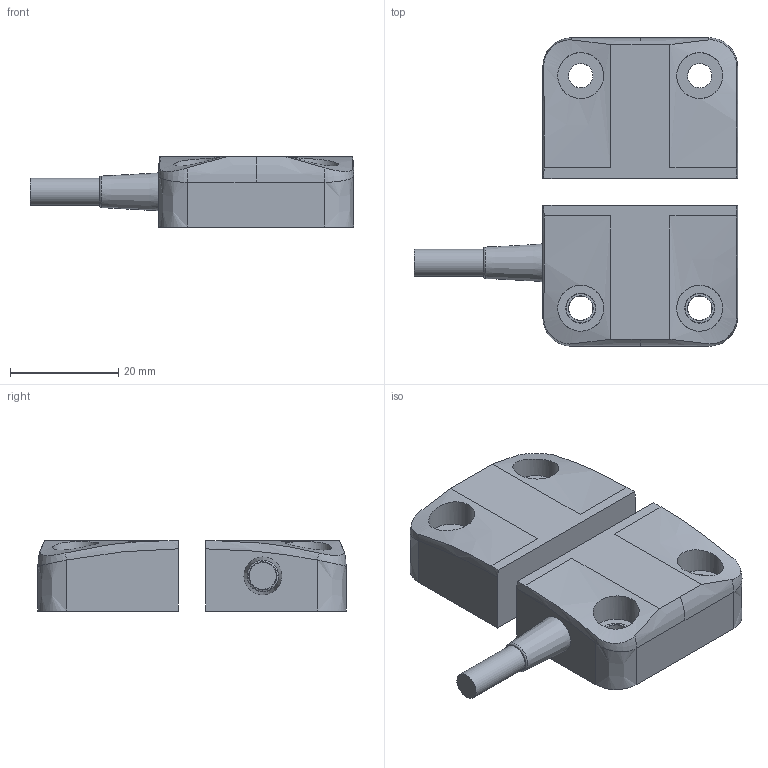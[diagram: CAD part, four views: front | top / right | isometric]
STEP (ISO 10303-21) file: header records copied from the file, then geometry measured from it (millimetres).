
FILE_DESCRIPTION(/* description */ ('Snsore Pilz'),/* implementation_level */ '2;1');
FILE_NAME(/* name */ 'IM50-2220.stp',/* time_stamp */ '2022-06-23T12:34:08+02:00',/* author */ ('stefan.nesic'),/* organization */ (''),/* preprocessor_version */ 'ST-DEVELOPER v18.1',/* originating_system */ 'Autodesk Inventor 2021',/* authorisation */ '');
FILE_SCHEMA (('AUTOMOTIVE_DESIGN { 1 0 10303 214 3 1 1 }'));
Length unit declared in the file: millimetre
Products named in the file (3): 502220; CORPO502220      -01; CORPO502220      -02
Assembly tree (2 placements, depth 2):
  502220
    CORPO502220      -01
    CORPO502220      -02
Bounding box: 59.75 x 57 x 13.05 mm (x, y, z)
Volume: 22094.4 mm3; surface area: 7846.5 mm2
Topology: 2 solids, 2 shells, 84 faces, 201 edges, 134 vertices
Faces by surface type: plane 41, bspline 22, cylinder 9, torus 9, cone 3
Full cylindrical faces by diameter (mm): 4.5 x2, 5 x1, 5.5 x2, 8.5 x4
Entity records: 3781 total; most frequent: CARTESIAN_POINT 1808, ORIENTED_EDGE 402, DIRECTION 328, EDGE_CURVE 201, VERTEX_POINT 134, AXIS2_PLACEMENT_3D 114, EDGE_LOOP 105, LINE 100
